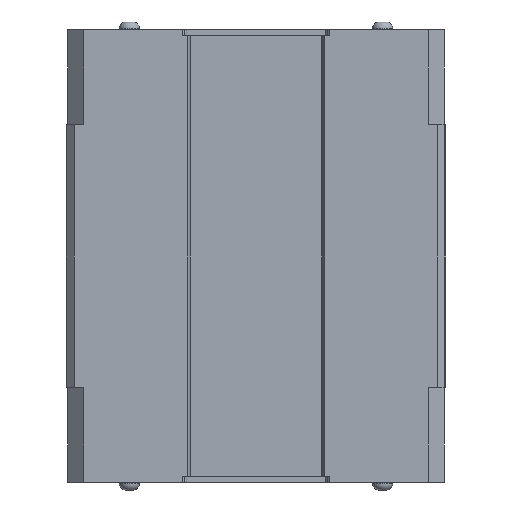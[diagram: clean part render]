
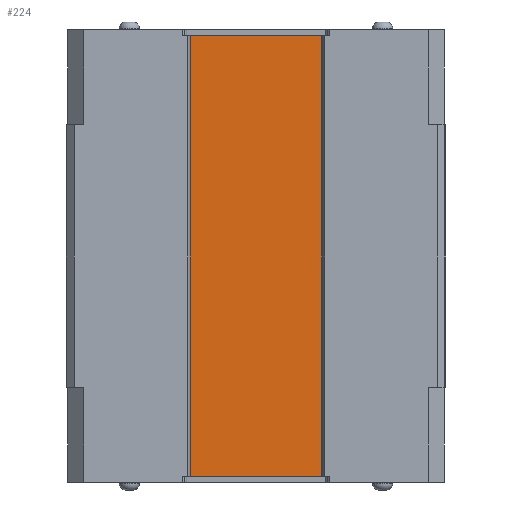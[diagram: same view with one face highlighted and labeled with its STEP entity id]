
A CAD part, front view. The second image highlights one B-rep face of the part: STEP entity #224.
In plain terms, the highlighted planar face has unit normal (0, -1, 0).
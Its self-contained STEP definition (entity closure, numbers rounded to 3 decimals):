
#223 = ORIENTED_EDGE ( 'NONE', *, *, #4579, .F. ) ;
#224 = ADVANCED_FACE ( 'NONE', ( #1515 ), #1514, .T. ) ;
#1021 = VERTEX_POINT ( 'NONE', #2753 ) ;
#1023 = EDGE_CURVE ( 'NONE', #1024, #1021, #2752, .T. ) ;
#1024 = VERTEX_POINT ( 'NONE', #2811 ) ;
#1034 = VERTEX_POINT ( 'NONE', #2791 ) ;
#1041 = VERTEX_POINT ( 'NONE', #2844 ) ;
#1043 = EDGE_CURVE ( 'NONE', #1034, #1041, #2843, .T. ) ;
#1510 = DIRECTION ( 'NONE',  ( 0., 0., -1. ) ) ;
#1511 = DIRECTION ( 'NONE',  ( 0., -1., 0. ) ) ;
#1512 = CARTESIAN_POINT ( 'NONE',  ( -11.259, -0.1, 14. ) ) ;
#1513 = AXIS2_PLACEMENT_3D ( 'NONE', #1512, #1511, #1510 ) ;
#1514 = PLANE ( 'NONE',  #1513 ) ;
#1515 = FACE_OUTER_BOUND ( 'NONE', #4584, .T. ) ;
#2207 = DIRECTION ( 'NONE',  ( 1., 0., 0. ) ) ;
#2212 = VECTOR ( 'NONE', #2207, 1000. ) ;
#2749 = DIRECTION ( 'NONE',  ( 0., 0., -1. ) ) ;
#2750 = VECTOR ( 'NONE', #2749, 1000. ) ;
#2751 = CARTESIAN_POINT ( 'NONE',  ( -11.259, -0.1, 14. ) ) ;
#2752 = LINE ( 'NONE', #2751, #2750 ) ;
#2753 = CARTESIAN_POINT ( 'NONE',  ( -11.259, -0.1, -55.5 ) ) ;
#2791 = CARTESIAN_POINT ( 'NONE',  ( 11.259, -0.1, -55.5 ) ) ;
#2811 = CARTESIAN_POINT ( 'NONE',  ( -11.259, -0.1, 14. ) ) ;
#2840 = DIRECTION ( 'NONE',  ( 0., 0., 1. ) ) ;
#2841 = VECTOR ( 'NONE', #2840, 1000. ) ;
#2842 = CARTESIAN_POINT ( 'NONE',  ( 11.259, -0.1, 14. ) ) ;
#2843 = LINE ( 'NONE', #2842, #2841 ) ;
#2844 = CARTESIAN_POINT ( 'NONE',  ( 11.259, -0.1, 14. ) ) ;
#3228 = CARTESIAN_POINT ( 'NONE',  ( 0., -0.1, -55.5 ) ) ;
#3229 = LINE ( 'NONE', #3228, #2212 ) ;
#3297 = DIRECTION ( 'NONE',  ( 1., 0., 0. ) ) ;
#3298 = VECTOR ( 'NONE', #3297, 1000. ) ;
#3299 = CARTESIAN_POINT ( 'NONE',  ( 0., -0.1, 14. ) ) ;
#3304 = LINE ( 'NONE', #3299, #3298 ) ;
#4549 = ORIENTED_EDGE ( 'NONE', *, *, #4551, .T. ) ;
#4551 = EDGE_CURVE ( 'NONE', #1021, #1034, #3229, .T. ) ;
#4566 = ORIENTED_EDGE ( 'NONE', *, *, #1023, .T. ) ;
#4579 = EDGE_CURVE ( 'NONE', #1024, #1041, #3304, .T. ) ;
#4581 = ORIENTED_EDGE ( 'NONE', *, *, #1043, .T. ) ;
#4584 = EDGE_LOOP ( 'NONE', ( #4549, #4581, #223, #4566 ) ) ;
